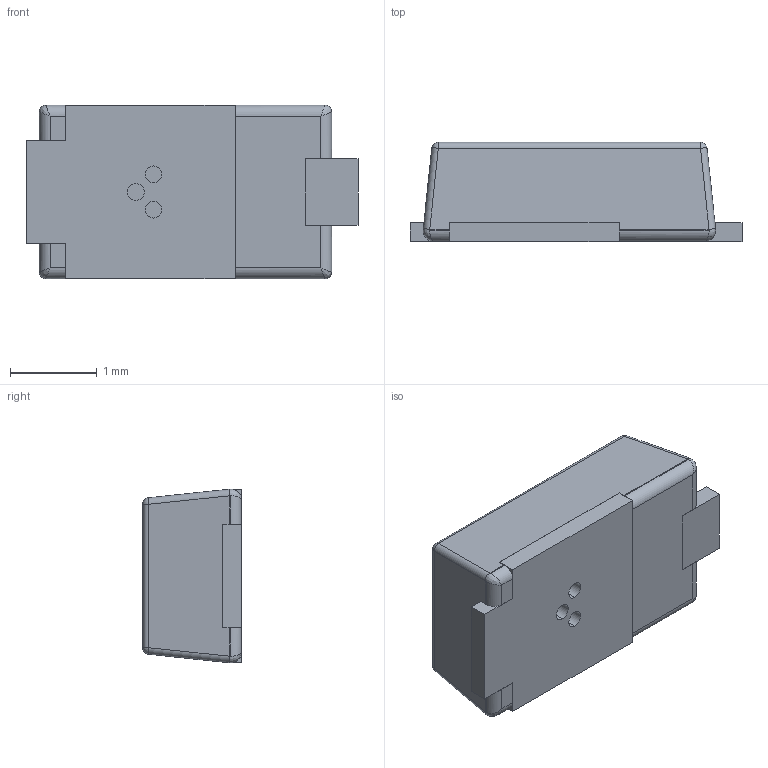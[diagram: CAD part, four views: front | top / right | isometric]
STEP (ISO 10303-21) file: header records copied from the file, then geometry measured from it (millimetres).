
FILE_DESCRIPTION (( 'STEP AP214' ), '1' );
FILE_NAME ('SS2P5-M384A.STEP', '2018-07-03T14:24:05', ( '' ), ( '' ), 'SwSTEP 2.0', 'SolidWorks 2017', '' );
FILE_SCHEMA (( 'AUTOMOTIVE_DESIGN' ));
Length unit declared in the file: inch
Products named in the file (1): SS2P5-M384A
Bounding box: 3.83 x 1.14 x 2 mm (x, y, z)
Volume: 7.2 mm3; surface area: 35.9 mm2
Topology: 3 solids, 3 shells, 72 faces, 178 edges, 108 vertices
Faces by surface type: plane 34, cylinder 30, bspline 4, sphere 4
Entity records: 2220 total; most frequent: CARTESIAN_POINT 495, ORIENTED_EDGE 348, DIRECTION 340, EDGE_CURVE 174, VECTOR 114, LINE 114, AXIS2_PLACEMENT_3D 113, VERTEX_POINT 108
